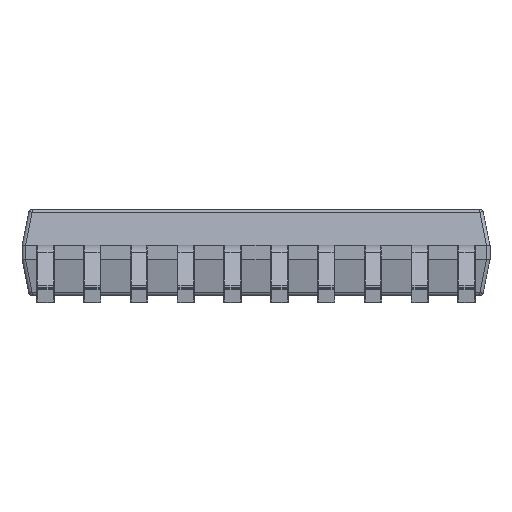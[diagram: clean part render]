
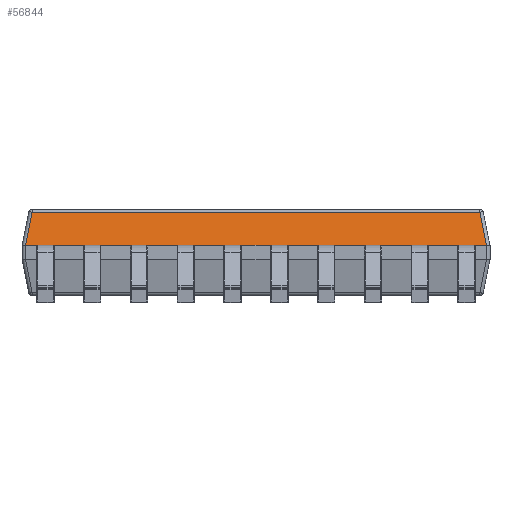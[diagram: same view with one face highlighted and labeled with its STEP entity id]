
A CAD part, left-side view. The second image highlights one B-rep face of the part: STEP entity #56844.
In plain terms, the highlighted planar face has unit normal (-0.981, 0, 0.196).
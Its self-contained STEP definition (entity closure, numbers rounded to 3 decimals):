
#372 = EDGE_CURVE ( 'NONE', #37569, #20393, #5777, .T. ) ;
#556 = ORIENTED_EDGE ( 'NONE', *, *, #14512, .T. ) ;
#3013 = EDGE_CURVE ( 'NONE', #36760, #39115, #18574, .T. ) ;
#3331 = DIRECTION ( 'NONE',  ( 0., 1., 0. ) ) ;
#4058 = VERTEX_POINT ( 'NONE', #39055 ) ;
#4370 = VECTOR ( 'NONE', #18760, 1000. ) ;
#5777 = LINE ( 'NONE', #25930, #6750 ) ;
#6750 = VECTOR ( 'NONE', #20963, 1000. ) ;
#8083 = DIRECTION ( 'NONE',  ( 0., 1., 0. ) ) ;
#9237 = CARTESIAN_POINT ( 'NONE',  ( -2.2, -3.201, 0.7 ) ) ;
#9897 = CARTESIAN_POINT ( 'NONE',  ( -2.2, -3.201, 0.7 ) ) ;
#11422 = ORIENTED_EDGE ( 'NONE', *, *, #3013, .F. ) ;
#12048 = DIRECTION ( 'NONE',  ( 0., 1., 0. ) ) ;
#13706 = DIRECTION ( 'NONE',  ( -0.981, 0., 0.196 ) ) ;
#14512 = EDGE_CURVE ( 'NONE', #20393, #39115, #60484, .T. ) ;
#16079 = LINE ( 'NONE', #16387, #44073 ) ;
#16387 = CARTESIAN_POINT ( 'NONE',  ( -2.108, 0., 1.16 ) ) ;
#18574 = LINE ( 'NONE', #23485, #54798 ) ;
#18760 = DIRECTION ( 'NONE',  ( 0.192, 0.192, 0.962 ) ) ;
#19698 = CARTESIAN_POINT ( 'NONE',  ( -2.108, 3.109, 1.16 ) ) ;
#20165 = CARTESIAN_POINT ( 'NONE',  ( -2.2, -3.2, 0.7 ) ) ;
#20393 = VERTEX_POINT ( 'NONE', #26505 ) ;
#20963 = DIRECTION ( 'NONE',  ( -0.192, 0.192, -0.962 ) ) ;
#21746 = CARTESIAN_POINT ( 'NONE',  ( -2.2, 3.201, 0.7 ) ) ;
#22532 = CARTESIAN_POINT ( 'NONE',  ( -2.2, 3.2, 0.7 ) ) ;
#23485 = CARTESIAN_POINT ( 'NONE',  ( -2.2, 3.25, 0.7 ) ) ;
#24759 = CARTESIAN_POINT ( 'NONE',  ( -2.2, -3.201, 0.7 ) ) ;
#25930 = CARTESIAN_POINT ( 'NONE',  ( -1.985, 2.986, 1.774 ) ) ;
#26505 = CARTESIAN_POINT ( 'NONE',  ( -2.2, 3.201, 0.7 ) ) ;
#28690 = CARTESIAN_POINT ( 'NONE',  ( -1.985, -2.986, 1.774 ) ) ;
#30115 =( BOUNDED_CURVE ( )  B_SPLINE_CURVE ( 3, ( #20165, #34410, #9897, #9237 ),
 .UNSPECIFIED., .F., .F. ) 
 B_SPLINE_CURVE_WITH_KNOTS ( ( 4, 4 ),
 ( 0., 0.019 ),
 .UNSPECIFIED. ) 
 CURVE ( )  GEOMETRIC_REPRESENTATION_ITEM ( )  RATIONAL_B_SPLINE_CURVE ( ( 1., 1., 1., 1. ) ) 
 REPRESENTATION_ITEM ( '' )  );
#31645 = PLANE ( 'NONE',  #60967 ) ;
#33159 = ORIENTED_EDGE ( 'NONE', *, *, #372, .T. ) ;
#33878 = ORIENTED_EDGE ( 'NONE', *, *, #56710, .T. ) ;
#34243 = CARTESIAN_POINT ( 'NONE',  ( -2.1, 0., 1.2 ) ) ;
#34410 = CARTESIAN_POINT ( 'NONE',  ( -2.2, -3.2, 0.7 ) ) ;
#36693 = CARTESIAN_POINT ( 'NONE',  ( -2.2, 3.201, 0.7 ) ) ;
#36760 = VERTEX_POINT ( 'NONE', #52839 ) ;
#37569 = VERTEX_POINT ( 'NONE', #19698 ) ;
#39055 = CARTESIAN_POINT ( 'NONE',  ( -2.108, -3.109, 1.16 ) ) ;
#39115 = VERTEX_POINT ( 'NONE', #22532 ) ;
#42007 = CARTESIAN_POINT ( 'NONE',  ( -2.2, 3.2, 0.7 ) ) ;
#44073 = VECTOR ( 'NONE', #12048, 1000. ) ;
#48274 = LINE ( 'NONE', #28690, #4370 ) ;
#50347 = VERTEX_POINT ( 'NONE', #24759 ) ;
#52839 = CARTESIAN_POINT ( 'NONE',  ( -2.2, -3.2, 0.7 ) ) ;
#54687 = ORIENTED_EDGE ( 'NONE', *, *, #60393, .T. ) ;
#54798 = VECTOR ( 'NONE', #3331, 1000. ) ;
#56553 = CARTESIAN_POINT ( 'NONE',  ( -2.2, 3.2, 0.7 ) ) ;
#56710 = EDGE_CURVE ( 'NONE', #4058, #37569, #16079, .T. ) ;
#56816 = FACE_OUTER_BOUND ( 'NONE', #58208, .T. ) ;
#56844 = ADVANCED_FACE ( 'NONE', ( #56816 ), #31645, .T. ) ;
#58206 = EDGE_CURVE ( 'NONE', #36760, #50347, #30115, .T. ) ;
#58208 = EDGE_LOOP ( 'NONE', ( #11422, #62444, #54687, #33878, #33159, #556 ) ) ;
#60393 = EDGE_CURVE ( 'NONE', #50347, #4058, #48274, .T. ) ;
#60484 =( BOUNDED_CURVE ( )  B_SPLINE_CURVE ( 3, ( #21746, #36693, #56553, #42007 ),
 .UNSPECIFIED., .F., .F. ) 
 B_SPLINE_CURVE_WITH_KNOTS ( ( 4, 4 ),
 ( 6.264, 6.283 ),
 .UNSPECIFIED. ) 
 CURVE ( )  GEOMETRIC_REPRESENTATION_ITEM ( )  RATIONAL_B_SPLINE_CURVE ( ( 1., 1., 1., 1. ) ) 
 REPRESENTATION_ITEM ( '' )  );
#60967 = AXIS2_PLACEMENT_3D ( 'NONE', #34243, #13706, #8083 ) ;
#62444 = ORIENTED_EDGE ( 'NONE', *, *, #58206, .T. ) ;
